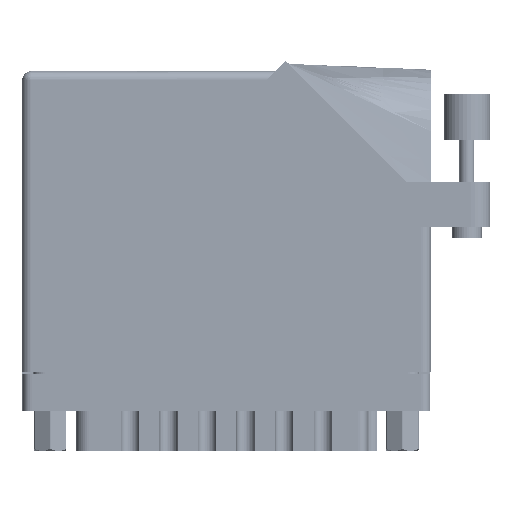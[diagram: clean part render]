
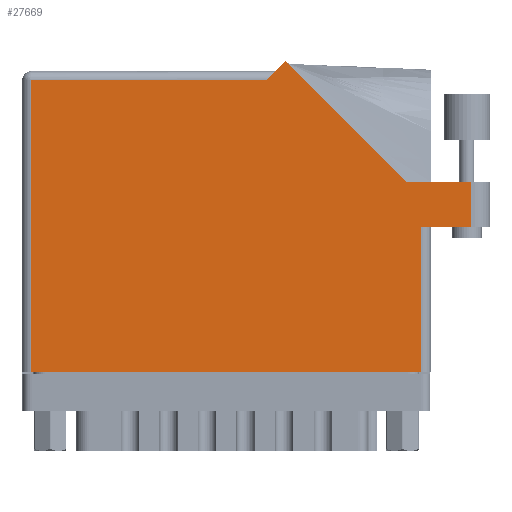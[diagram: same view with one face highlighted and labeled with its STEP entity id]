
A CAD part, front view. The second image highlights one B-rep face of the part: STEP entity #27669.
In plain terms, the highlighted face is planar.
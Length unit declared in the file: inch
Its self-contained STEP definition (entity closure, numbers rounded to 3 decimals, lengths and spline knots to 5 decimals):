
#1718 = VECTOR ( 'NONE', #61551, 39.37008 ) ;
#1937 = ORIENTED_EDGE ( 'NONE', *, *, #17839, .T. ) ;
#2470 = ORIENTED_EDGE ( 'NONE', *, *, #51163, .T. ) ;
#3799 = DIRECTION ( 'NONE',  ( 0., 0., -1. ) ) ;
#4474 = VERTEX_POINT ( 'NONE', #94730 ) ;
#4489 = VERTEX_POINT ( 'NONE', #55342 ) ;
#6230 = LINE ( 'NONE', #35132, #68975 ) ;
#6473 = VERTEX_POINT ( 'NONE', #8442 ) ;
#7392 = VECTOR ( 'NONE', #34771, 39.37008 ) ;
#7884 = FACE_OUTER_BOUND ( 'NONE', #88736, .T. ) ;
#8442 = CARTESIAN_POINT ( 'NONE',  ( 2.58942, 1.287, 0. ) ) ;
#9724 = CARTESIAN_POINT ( 'NONE',  ( 1.643, 1.968, 0. ) ) ;
#12584 = ORIENTED_EDGE ( 'NONE', *, *, #18798, .T. ) ;
#13193 = VECTOR ( 'NONE', #78718, 39.37008 ) ;
#15517 = CARTESIAN_POINT ( 'NONE',  ( 3.155, 1.287, 0. ) ) ;
#16988 = CARTESIAN_POINT ( 'NONE',  ( 2.58942, 1.287, 0. ) ) ;
#17839 = EDGE_CURVE ( 'NONE', #68615, #4489, #100246, .T. ) ;
#18798 = EDGE_CURVE ( 'NONE', #56745, #71206, #43328, .T. ) ;
#21543 = VECTOR ( 'NONE', #98564, 39.37008 ) ;
#24628 = CARTESIAN_POINT ( 'NONE',  ( 0., 0., 0. ) ) ;
#26566 = DIRECTION ( 'NONE',  ( 0., 1., 0. ) ) ;
#27669 = ADVANCED_FACE ( 'NONE', ( #7884 ), #60436, .F. ) ;
#30150 = VECTOR ( 'NONE', #57771, 39.37008 ) ;
#30638 = EDGE_CURVE ( 'NONE', #37137, #6473, #50946, .T. ) ;
#32828 = DIRECTION ( 'NONE',  ( 1., 0., 0. ) ) ;
#34340 = LINE ( 'NONE', #41637, #21543 ) ;
#34771 = DIRECTION ( 'NONE',  ( -1., 0., 0. ) ) ;
#35132 = CARTESIAN_POINT ( 'NONE',  ( 3.03, 1.287, 0. ) ) ;
#35819 = CARTESIAN_POINT ( 'NONE',  ( 2.755, 0.98, 0. ) ) ;
#36637 = AXIS2_PLACEMENT_3D ( 'NONE', #36732, #3799, #52169 ) ;
#36732 = CARTESIAN_POINT ( 'NONE',  ( 0., 2.03, 0. ) ) ;
#37137 = VERTEX_POINT ( 'NONE', #52546 ) ;
#37520 = CARTESIAN_POINT ( 'NONE',  ( 2.693, 0.98, 0. ) ) ;
#38592 = VERTEX_POINT ( 'NONE', #47014 ) ;
#40520 = LINE ( 'NONE', #24628, #86519 ) ;
#41637 = CARTESIAN_POINT ( 'NONE',  ( 2.693, 0.98, 0. ) ) ;
#43328 = LINE ( 'NONE', #93946, #79177 ) ;
#47014 = CARTESIAN_POINT ( 'NONE',  ( 0.062, 0., 0. ) ) ;
#50946 = LINE ( 'NONE', #15517, #7392 ) ;
#51163 = EDGE_CURVE ( 'NONE', #6473, #4474, #68985, .T. ) ;
#52169 = DIRECTION ( 'NONE',  ( -1., 0., 0. ) ) ;
#52546 = CARTESIAN_POINT ( 'NONE',  ( 3.03, 1.287, 0. ) ) ;
#55342 = CARTESIAN_POINT ( 'NONE',  ( 3.03, 0.98, 0. ) ) ;
#56745 = VERTEX_POINT ( 'NONE', #9724 ) ;
#56759 = ORIENTED_EDGE ( 'NONE', *, *, #30638, .T. ) ;
#57771 = DIRECTION ( 'NONE',  ( -0.707, -0.707, 0. ) ) ;
#57932 = ORIENTED_EDGE ( 'NONE', *, *, #96366, .T. ) ;
#58604 = ORIENTED_EDGE ( 'NONE', *, *, #106078, .T. ) ;
#59787 = VERTEX_POINT ( 'NONE', #102089 ) ;
#60436 = PLANE ( 'NONE',  #36637 ) ;
#61196 = CARTESIAN_POINT ( 'NONE',  ( 0.062, 0., 0. ) ) ;
#61551 = DIRECTION ( 'NONE',  ( 0., -1., 0. ) ) ;
#62558 = EDGE_CURVE ( 'NONE', #59787, #68615, #34340, .T. ) ;
#64130 = EDGE_CURVE ( 'NONE', #4474, #56745, #64830, .T. ) ;
#64830 = LINE ( 'NONE', #99236, #30150 ) ;
#65142 = VECTOR ( 'NONE', #75625, 39.37008 ) ;
#68615 = VERTEX_POINT ( 'NONE', #37520 ) ;
#68975 = VECTOR ( 'NONE', #26566, 39.37008 ) ;
#68985 = LINE ( 'NONE', #16988, #65142 ) ;
#71206 = VERTEX_POINT ( 'NONE', #102387 ) ;
#75625 = DIRECTION ( 'NONE',  ( -0.707, 0.707, 0. ) ) ;
#78718 = DIRECTION ( 'NONE',  ( 1., 0., 0. ) ) ;
#79177 = VECTOR ( 'NONE', #104957, 39.37008 ) ;
#83509 = EDGE_CURVE ( 'NONE', #38592, #59787, #40520, .T. ) ;
#86519 = VECTOR ( 'NONE', #32828, 39.37008 ) ;
#87506 = ORIENTED_EDGE ( 'NONE', *, *, #64130, .T. ) ;
#88736 = EDGE_LOOP ( 'NONE', ( #1937, #57932, #56759, #2470, #87506, #12584, #58604, #99147, #94655 ) ) ;
#88801 = LINE ( 'NONE', #61196, #1718 ) ;
#93946 = CARTESIAN_POINT ( 'NONE',  ( 0., 1.968, 0. ) ) ;
#94655 = ORIENTED_EDGE ( 'NONE', *, *, #62558, .T. ) ;
#94730 = CARTESIAN_POINT ( 'NONE',  ( 1.77571, 2.10071, 0. ) ) ;
#96366 = EDGE_CURVE ( 'NONE', #4489, #37137, #6230, .T. ) ;
#98564 = DIRECTION ( 'NONE',  ( 0., 1., 0. ) ) ;
#99147 = ORIENTED_EDGE ( 'NONE', *, *, #83509, .T. ) ;
#99236 = CARTESIAN_POINT ( 'NONE',  ( 1.705, 2.03, 0. ) ) ;
#100246 = LINE ( 'NONE', #35819, #13193 ) ;
#102089 = CARTESIAN_POINT ( 'NONE',  ( 2.693, 0., 0. ) ) ;
#102387 = CARTESIAN_POINT ( 'NONE',  ( 0.062, 1.968, 0. ) ) ;
#104957 = DIRECTION ( 'NONE',  ( -1., 0., 0. ) ) ;
#106078 = EDGE_CURVE ( 'NONE', #71206, #38592, #88801, .T. ) ;
